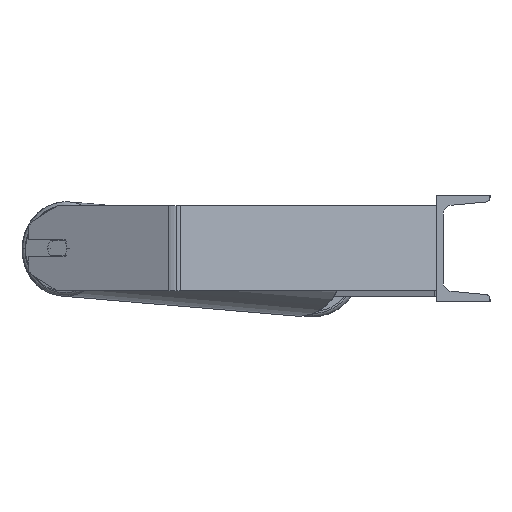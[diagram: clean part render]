
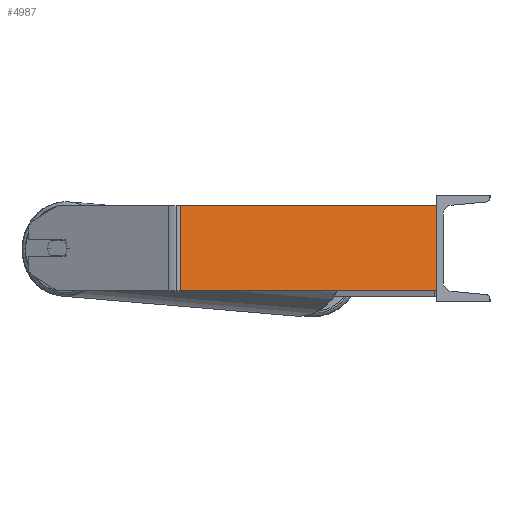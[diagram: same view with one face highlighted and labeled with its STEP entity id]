
A CAD part, left-side view. The second image highlights one B-rep face of the part: STEP entity #4987.
In plain terms, the highlighted planar face has unit normal (-0.966, -0.259, 0).
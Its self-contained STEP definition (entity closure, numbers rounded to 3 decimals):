
#124 = DIRECTION ( 'NONE',  ( 0., 0., -1. ) ) ;
#343 = EDGE_CURVE ( 'NONE', #3992, #3725, #2053, .T. ) ;
#620 = VECTOR ( 'NONE', #124, 1000. ) ;
#719 = CARTESIAN_POINT ( 'NONE',  ( -849.504, 240.732, 40. ) ) ;
#907 = AXIS2_PLACEMENT_3D ( 'NONE', #3836, #3735, #1776 ) ;
#962 = PLANE ( 'NONE',  #907 ) ;
#1488 = ORIENTED_EDGE ( 'NONE', *, *, #3606, .T. ) ;
#1776 = DIRECTION ( 'NONE',  ( -0.259, 0.966, 0. ) ) ;
#2053 = LINE ( 'NONE', #5494, #5056 ) ;
#2671 = ORIENTED_EDGE ( 'NONE', *, *, #5583, .F. ) ;
#3218 = LINE ( 'NONE', #8845, #6491 ) ;
#3290 = CARTESIAN_POINT ( 'NONE',  ( -851.011, 246.357, 40. ) ) ;
#3387 = CARTESIAN_POINT ( 'NONE',  ( -849.504, 240.732, 40. ) ) ;
#3606 = EDGE_CURVE ( 'NONE', #6890, #3887, #4327, .T. ) ;
#3725 = VERTEX_POINT ( 'NONE', #8754 ) ;
#3735 = DIRECTION ( 'NONE',  ( 0.966, 0.259, 0. ) ) ;
#3836 = CARTESIAN_POINT ( 'NONE',  ( -851.011, 246.357, 40. ) ) ;
#3887 = VERTEX_POINT ( 'NONE', #8388 ) ;
#3992 = VERTEX_POINT ( 'NONE', #5956 ) ;
#4327 = LINE ( 'NONE', #719, #620 ) ;
#4496 = VECTOR ( 'NONE', #4763, 1000. ) ;
#4763 = DIRECTION ( 'NONE',  ( 0.259, -0.966, 0. ) ) ;
#4987 = ADVANCED_FACE ( 'NONE', ( #5235 ), #962, .F. ) ;
#5056 = VECTOR ( 'NONE', #6961, 1000. ) ;
#5235 = FACE_OUTER_BOUND ( 'NONE', #8077, .T. ) ;
#5329 = LINE ( 'NONE', #3290, #4496 ) ;
#5492 = ORIENTED_EDGE ( 'NONE', *, *, #343, .F. ) ;
#5494 = CARTESIAN_POINT ( 'NONE',  ( -785., 0., 40. ) ) ;
#5583 = EDGE_CURVE ( 'NONE', #6890, #3992, #5329, .T. ) ;
#5956 = CARTESIAN_POINT ( 'NONE',  ( -785., 0., 40. ) ) ;
#6491 = VECTOR ( 'NONE', #7265, 1000. ) ;
#6890 = VERTEX_POINT ( 'NONE', #3387 ) ;
#6961 = DIRECTION ( 'NONE',  ( 0., 0., -1. ) ) ;
#7067 = EDGE_CURVE ( 'NONE', #3887, #3725, #3218, .T. ) ;
#7265 = DIRECTION ( 'NONE',  ( 0.259, -0.966, 0. ) ) ;
#8077 = EDGE_LOOP ( 'NONE', ( #8508, #5492, #2671, #1488 ) ) ;
#8388 = CARTESIAN_POINT ( 'NONE',  ( -849.504, 240.732, -40. ) ) ;
#8508 = ORIENTED_EDGE ( 'NONE', *, *, #7067, .T. ) ;
#8754 = CARTESIAN_POINT ( 'NONE',  ( -785., 0., -40. ) ) ;
#8845 = CARTESIAN_POINT ( 'NONE',  ( -851.011, 246.357, -40. ) ) ;
